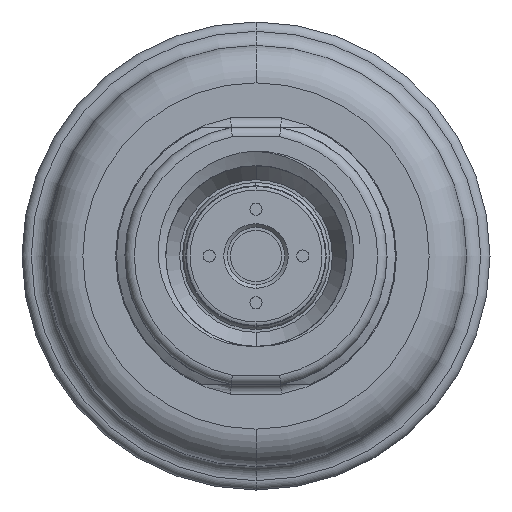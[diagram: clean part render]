
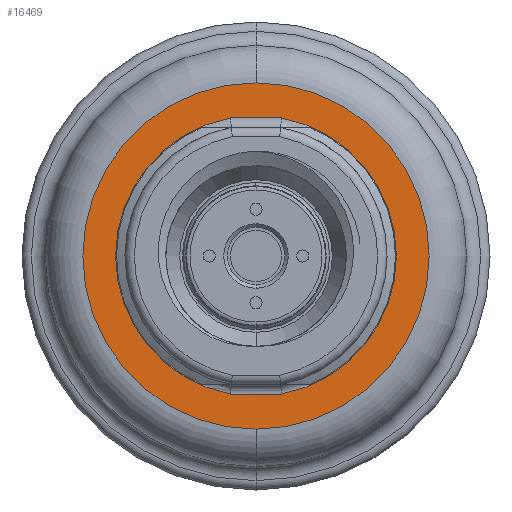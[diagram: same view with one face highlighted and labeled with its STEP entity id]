
A CAD part, front view. The second image highlights one B-rep face of the part: STEP entity #16469.
In plain terms, the highlighted planar face has unit normal (0, -1, 0).
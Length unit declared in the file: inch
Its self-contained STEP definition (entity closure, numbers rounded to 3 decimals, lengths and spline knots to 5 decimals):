
#1955=CARTESIAN_POINT('',(0.,-0.11811,0.));
#1956=DIRECTION('',(0.,-1.,0.));
#1957=DIRECTION('',(0.,0.,-1.));
#1958=AXIS2_PLACEMENT_3D('',#1955,#1956,#1957);
#1960=CARTESIAN_POINT('',(0.,-0.11811,0.));
#1961=DIRECTION('',(0.,-1.,0.));
#1962=DIRECTION('',(0.,0.,1.));
#1963=AXIS2_PLACEMENT_3D('',#1960,#1961,#1962);
#1965=CARTESIAN_POINT('',(0.,-0.11811,0.));
#1966=DIRECTION('',(0.,-1.,0.));
#1967=DIRECTION('',(-0.182,0.,0.983));
#1968=AXIS2_PLACEMENT_3D('',#1965,#1966,#1967);
#1970=DIRECTION('',(1.,0.,0.));
#1971=VECTOR('',#1970,0.21474);
#1972=CARTESIAN_POINT('',(-0.10737,-0.11811,
-0.58071));
#1973=LINE('',#1972,#1971);
#1974=CARTESIAN_POINT('',(0.,-0.11811,0.));
#1975=DIRECTION('',(0.,-1.,0.));
#1976=DIRECTION('',(0.182,0.,-0.983));
#1977=AXIS2_PLACEMENT_3D('',#1974,#1975,#1976);
#1979=DIRECTION('',(-1.,0.,0.));
#1980=VECTOR('',#1979,0.21474);
#1981=CARTESIAN_POINT('',(0.10737,-0.11811,
0.58071));
#1982=LINE('',#1981,#1980);
#13463=CARTESIAN_POINT('',(-0.10737,-0.11811,
0.58071));
#13464=CARTESIAN_POINT('',(-0.10737,-0.11811,
-0.58071));
#13465=VERTEX_POINT('',#13463);
#13466=VERTEX_POINT('',#13464);
#13471=CARTESIAN_POINT('',(0.10737,-0.11811,
-0.58071));
#13472=CARTESIAN_POINT('',(0.10737,-0.11811,
0.58071));
#13473=VERTEX_POINT('',#13471);
#13474=VERTEX_POINT('',#13472);
#13804=CARTESIAN_POINT('',(0.,-0.11811,-0.72835));
#13805=CARTESIAN_POINT('',(0.,-0.11811,0.72835));
#13806=VERTEX_POINT('',#13804);
#13807=VERTEX_POINT('',#13805);
#16449=CARTESIAN_POINT('',(0.,-0.11811,0.));
#16450=DIRECTION('',(0.,-1.,0.));
#16451=DIRECTION('',(0.,0.,1.));
#16452=AXIS2_PLACEMENT_3D('',#16449,#16450,#16451);
#16453=PLANE('',#16452);
#16455=ORIENTED_EDGE('',*,*,#16454,.F.);
#16457=ORIENTED_EDGE('',*,*,#16456,.F.);
#16458=EDGE_LOOP('',(#16455,#16457));
#16459=FACE_OUTER_BOUND('',#16458,.F.);
#16461=ORIENTED_EDGE('',*,*,#16460,.T.);
#16463=ORIENTED_EDGE('',*,*,#16462,.T.);
#16464=ORIENTED_EDGE('',*,*,#16439,.T.);
#16466=ORIENTED_EDGE('',*,*,#16465,.T.);
#16467=EDGE_LOOP('',(#16461,#16463,#16464,#16466));
#16468=FACE_BOUND('',#16467,.F.);
#16469=ADVANCED_FACE('',(#16459,#16468),#16453,.T.);
#1959=CIRCLE('',#1958,0.72835);
#1964=CIRCLE('',#1963,0.72835);
#1969=CIRCLE('',#1968,0.59055);
#1978=CIRCLE('',#1977,0.59055);
#16439=EDGE_CURVE('',#13473,#13474,#1978,.T.);
#16454=EDGE_CURVE('',#13806,#13807,#1959,.T.);
#16456=EDGE_CURVE('',#13807,#13806,#1964,.T.);
#16460=EDGE_CURVE('',#13465,#13466,#1969,.T.);
#16462=EDGE_CURVE('',#13466,#13473,#1973,.T.);
#16465=EDGE_CURVE('',#13474,#13465,#1982,.T.);
